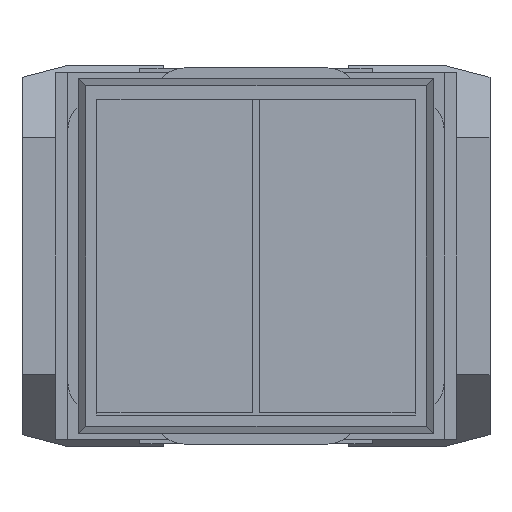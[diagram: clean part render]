
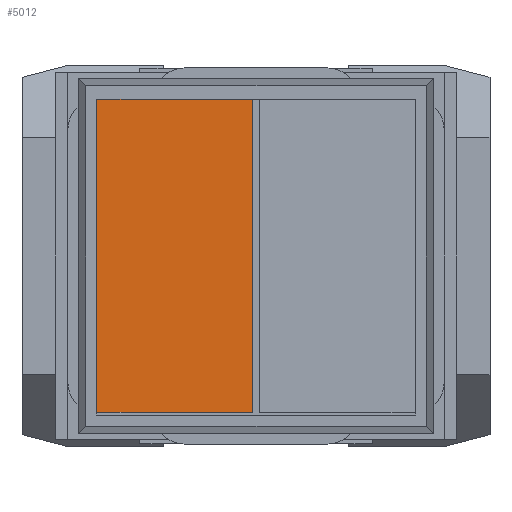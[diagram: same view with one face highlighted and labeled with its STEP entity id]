
A CAD part, left-side view. The second image highlights one B-rep face of the part: STEP entity #5012.
In plain terms, the highlighted planar face has unit normal (-1, 0, 0).
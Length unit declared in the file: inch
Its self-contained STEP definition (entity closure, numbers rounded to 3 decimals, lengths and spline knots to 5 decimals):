
#4463=DIRECTION('',(0.,0.,-1.));
#4464=VECTOR('',#4463,1.328);
#4465=CARTESIAN_POINT('',(0.,1.6665,-0.14427));
#4466=LINE('',#4465,#4464);
#4467=DIRECTION('',(0.,1.,0.));
#4468=VECTOR('',#4467,0.66);
#4469=CARTESIAN_POINT('',(0.,1.0065,-0.14427));
#4470=LINE('',#4469,#4468);
#4471=DIRECTION('',(0.,0.,1.));
#4472=VECTOR('',#4471,1.328);
#4473=CARTESIAN_POINT('',(0.,1.0065,-1.47227));
#4474=LINE('',#4473,#4472);
#4475=DIRECTION('',(0.,-1.,0.));
#4476=VECTOR('',#4475,0.66);
#4477=CARTESIAN_POINT('',(0.,1.6665,-1.47227));
#4478=LINE('',#4477,#4476);
#4633=CARTESIAN_POINT('',(0.,1.6665,-0.14427));
#4634=CARTESIAN_POINT('',(0.,1.6665,-1.47227));
#4635=VERTEX_POINT('',#4633);
#4636=VERTEX_POINT('',#4634);
#4637=CARTESIAN_POINT('',(0.,1.0065,-1.47227));
#4638=VERTEX_POINT('',#4637);
#4639=CARTESIAN_POINT('',(0.,1.0065,-0.14427));
#4640=VERTEX_POINT('',#4639);
#4998=CARTESIAN_POINT('',(0.,0.,0.));
#4999=DIRECTION('',(-1.,0.,0.));
#5000=DIRECTION('',(0.,-1.,0.));
#5001=AXIS2_PLACEMENT_3D('',#4998,#4999,#5000);
#5002=PLANE('',#5001);
#5003=ORIENTED_EDGE('',*,*,#4856,.F.);
#5005=ORIENTED_EDGE('',*,*,#5004,.F.);
#5007=ORIENTED_EDGE('',*,*,#5006,.F.);
#5009=ORIENTED_EDGE('',*,*,#5008,.F.);
#5010=EDGE_LOOP('',(#5003,#5005,#5007,#5009));
#5011=FACE_OUTER_BOUND('',#5010,.F.);
#5012=ADVANCED_FACE('',(#5011),#5002,.T.);
#4856=EDGE_CURVE('',#4635,#4636,#4466,.T.);
#5004=EDGE_CURVE('',#4640,#4635,#4470,.T.);
#5006=EDGE_CURVE('',#4638,#4640,#4474,.T.);
#5008=EDGE_CURVE('',#4636,#4638,#4478,.T.);
